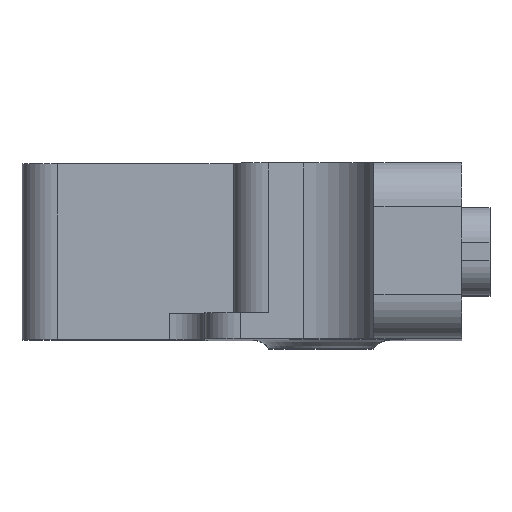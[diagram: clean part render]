
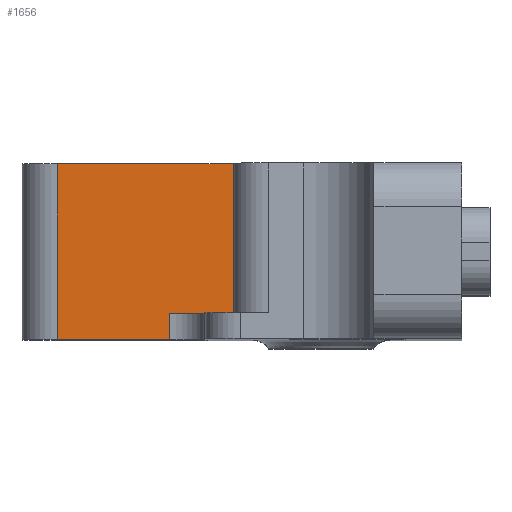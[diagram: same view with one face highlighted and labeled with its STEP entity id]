
A CAD part, top view. The second image highlights one B-rep face of the part: STEP entity #1656.
In plain terms, the highlighted planar face has unit normal (0, 0, 1).
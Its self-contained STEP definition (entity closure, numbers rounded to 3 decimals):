
#174=PLANE('',#1754);
#208=FACE_OUTER_BOUND('',#279,.T.);
#279=EDGE_LOOP('',(#1038,#1039,#1040,#1041,#1042,#1043));
#381=LINE('',#2450,#491);
#383=LINE('',#2456,#493);
#384=LINE('',#2458,#494);
#385=LINE('',#2460,#495);
#386=LINE('',#2462,#496);
#387=LINE('',#2463,#497);
#491=VECTOR('',#1962,10.);
#493=VECTOR('',#1968,10.);
#494=VECTOR('',#1969,10.);
#495=VECTOR('',#1970,10.);
#496=VECTOR('',#1971,10.);
#497=VECTOR('',#1972,10.);
#707=VERTEX_POINT('',#2447);
#708=VERTEX_POINT('',#2449);
#710=VERTEX_POINT('',#2455);
#711=VERTEX_POINT('',#2457);
#712=VERTEX_POINT('',#2459);
#713=VERTEX_POINT('',#2461);
#838=EDGE_CURVE('',#707,#708,#381,.T.);
#841=EDGE_CURVE('',#707,#710,#383,.T.);
#842=EDGE_CURVE('',#711,#710,#384,.T.);
#843=EDGE_CURVE('',#712,#711,#385,.T.);
#844=EDGE_CURVE('',#713,#712,#386,.T.);
#845=EDGE_CURVE('',#708,#713,#387,.T.);
#1038=ORIENTED_EDGE('',*,*,#838,.F.);
#1039=ORIENTED_EDGE('',*,*,#841,.T.);
#1040=ORIENTED_EDGE('',*,*,#842,.F.);
#1041=ORIENTED_EDGE('',*,*,#843,.F.);
#1042=ORIENTED_EDGE('',*,*,#844,.F.);
#1043=ORIENTED_EDGE('',*,*,#845,.F.);
#1656=ADVANCED_FACE('',(#208),#174,.F.);
#1754=AXIS2_PLACEMENT_3D('',#2454,#1966,#1967);
#1962=DIRECTION('',(0.,-1.,0.));
#1966=DIRECTION('center_axis',(0.,0.,-1.));
#1967=DIRECTION('ref_axis',(1.,0.,0.));
#1968=DIRECTION('',(1.,0.,0.));
#1969=DIRECTION('',(0.,-1.,0.));
#1970=DIRECTION('',(1.,0.,0.));
#1971=DIRECTION('',(0.,1.,0.));
#1972=DIRECTION('',(-1.,0.,0.));
#2447=CARTESIAN_POINT('',(-4.1,1.5,4.5));
#2449=CARTESIAN_POINT('',(-4.1,0.,4.5));
#2450=CARTESIAN_POINT('',(-4.1,5.375,4.5));
#2454=CARTESIAN_POINT('Origin',(-17.5,10.,4.5));
#2455=CARTESIAN_POINT('',(-0.5,1.5,4.5));
#2456=CARTESIAN_POINT('',(-15.,1.5,4.5));
#2457=CARTESIAN_POINT('',(-0.5,10.,4.5));
#2458=CARTESIAN_POINT('',(-0.5,10.,4.5));
#2459=CARTESIAN_POINT('',(-10.5,10.,4.5));
#2460=CARTESIAN_POINT('',(-8.75,10.,4.5));
#2461=CARTESIAN_POINT('',(-10.5,0.,4.5));
#2462=CARTESIAN_POINT('',(-10.5,5.,4.5));
#2463=CARTESIAN_POINT('',(-8.75,0.,4.5));
